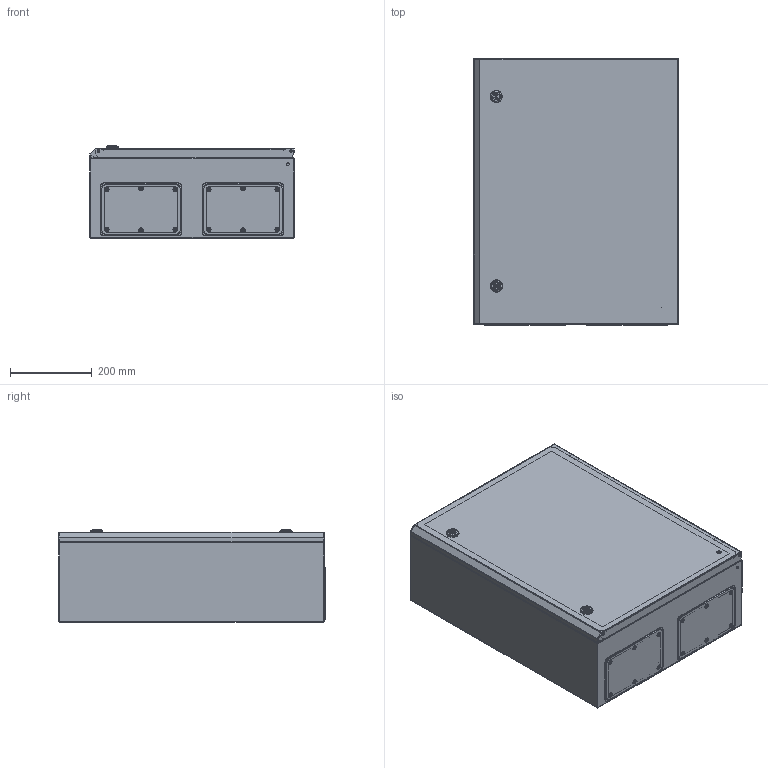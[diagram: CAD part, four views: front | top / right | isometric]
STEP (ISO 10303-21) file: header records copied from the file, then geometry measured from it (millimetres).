
FILE_DESCRIPTION (( 'STEP AP203' ), '1' );
FILE_NAME ('ÙÌÏã- 65.50.22 êàá ôëàíåö IP65 EKF PROxima.STEP', '2022-12-08T08:03:41', ( '' ), ( '' ), 'SwSTEP 2.0', 'SolidWorks 2021', '' );
FILE_SCHEMA (( 'CONFIG_CONTROL_DESIGN' ));
Length unit declared in the file: millimetre
Products named in the file (22): ﾌﾈ-2000.00.00.000 ﾂ粽蓖鵫 瑙褻 ﾘﾌﾏﾃ; Îñü ïåòëè 4õ52_‚¨­â A.M4x0,5x40 ƒŽ‘’ 11644-75; Çàìîê áîëüøîé; ÌÈ-2020.01.01.000 Ñòåíêà çàäíÿÿ â ñáîðå ; hex flange nut_din1_Hexagon Flange Nut DIN 6923 - M6 - N; ÌÈ-450.00.00.001 Ïàíåëü ìîíòàæíàÿ; ﾄ粢 ﾌﾈ-450.02.00.001; Ïåòëÿ íà äâåðü ï-îáðàçíàÿ; 蚘 縺 鐏鳧氀; ÙÌÏã- 65.50.22 êàá ôëàíåö IP65 EKF PROxima; Øïèëüêà ïðèâàðíàÿ Ì6õ20 DIN 13918; countersunk flat head cross recess screw_din12_DIN EN ISO 7046-1 - M4 x 10 - Z - 10N; ÓÊ íà äâåðü; rivet 02_din1_DIN 660-5x8-St-A-2; Íàâåñêà íà êîðïóñ ïîä êëåïêó; ÌÈ-2020.01.01.001 Ñòåíêà çàäíÿÿ; Øïèëüêà Ì6õ12; ﾌﾈ-2000.00.00.001 ﾂ粽蓖鵫 瑙褻 ﾘﾌﾏﾃ; ÌÈ-2020.01.00.001 Ñòåíêà âåðõíÿÿ_‘â. ­¨¦­ïï ; ÌÈ-2020.01.00.001 Ñòåíêà âåðõíÿÿ; Äâåðü â ñáîðå ÌÈ-450.02.00.000 ÑÁ; ÌÈ-2020.01.00.000 Êîðïóñ â ñáîðå
Assembly tree (49 placements, depth 4):
  ÙÌÏã- 65.50.22 êàá ôëàíåö IP65 EKF PROxima
    ÌÈ-2020.01.00.000 Êîðïóñ â ñáîðå
      ÌÈ-2020.01.01.000 Ñòåíêà çàäíÿÿ â ñáîðå 
        ÌÈ-2020.01.01.001 Ñòåíêà çàäíÿÿ
        Øïèëüêà Ì6õ12
        Øïèëüêà ïðèâàðíàÿ Ì6õ20 DIN 13918  x4
      ÌÈ-2020.01.00.001 Ñòåíêà âåðõíÿÿ
      ÌÈ-2020.01.00.001 Ñòåíêà âåðõíÿÿ_‘â. ­¨¦­ïï 
    Äâåðü â ñáîðå ÌÈ-450.02.00.000 ÑÁ
      ﾄ粢 ﾌﾈ-450.02.00.001
      Çàìîê áîëüøîé  x2
      ÓÊ íà äâåðü
      Ïåòëÿ íà äâåðü ï-îáðàçíàÿ  x2
      Øïèëüêà Ì6õ12
    ÌÈ-450.00.00.001 Ïàíåëü ìîíòàæíàÿ
    Íàâåñêà íà êîðïóñ ïîä êëåïêó  x2
    rivet 02_din1_DIN 660-5x8-St-A-2  x4
    Îñü ïåòëè 4õ52_‚¨­â A.M4x0,5x40 ƒŽ‘’ 11644-75  x2
    ﾌﾈ-2000.00.00.000 ﾂ粽蓖鵫 瑙褻 ﾘﾌﾏﾃ  x2
      ﾌﾈ-2000.00.00.001 ﾂ粽蓖鵫 瑙褻 ﾘﾌﾏﾃ
      蚘 縺 鐏鳧氀
    hex flange nut_din1_Hexagon Flange Nut DIN 6923 - M6 - N  x6
    countersunk flat head cross recess screw_din12_DIN EN ISO 7046-1 - M4 x 10 - Z - 10N  x12
Bounding box: 500 x 653 x 225.54 mm (x, y, z)
Volume: 1985751.1 mm3; surface area: 3202173.3 mm2
Topology: 46 solids, 56 shells, 1747 faces, 4086 edges, 2470 vertices
Faces by surface type: plane 815, cylinder 466, cone 256, torus 144, bspline 66
Entity records: 28834 total; most frequent: CARTESIAN_POINT 6155, DIRECTION 4220, ORIENTED_EDGE 3930, EDGE_CURVE 1965, AXIS2_PLACEMENT_3D 1548, VERTEX_POINT 1194, LINE 1124, VECTOR 1124
